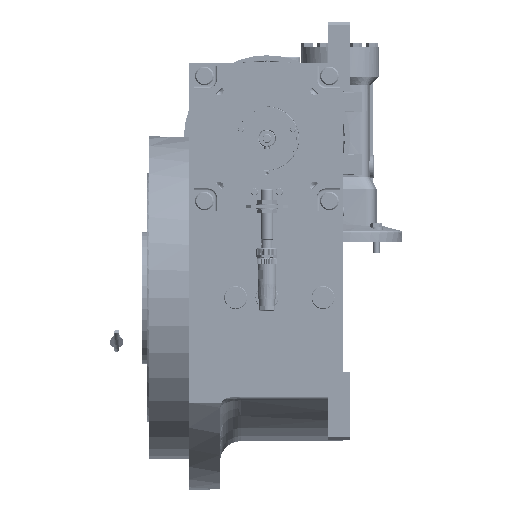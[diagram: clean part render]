
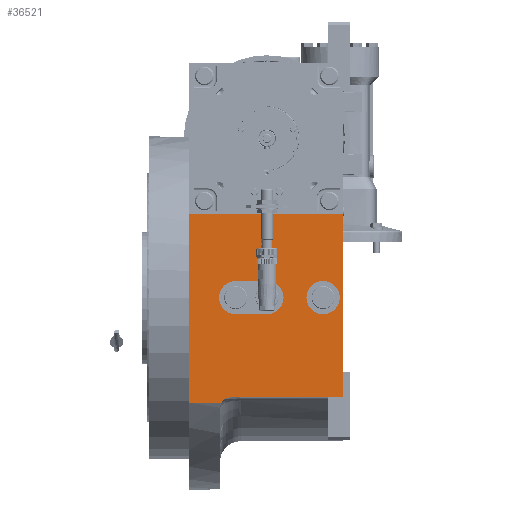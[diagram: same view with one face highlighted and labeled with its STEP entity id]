
A CAD part, left-side view. The second image highlights one B-rep face of the part: STEP entity #36521.
In plain terms, the highlighted planar face has unit normal (-1, 0, 0).
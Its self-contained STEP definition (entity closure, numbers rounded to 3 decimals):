
#466 = FACE_BOUND ( 'NONE', #127021, .T. ) ;
#3385 = CARTESIAN_POINT ( 'NONE',  ( -155., 35., -106. ) ) ;
#3997 = AXIS2_PLACEMENT_3D ( 'NONE', #80708, #137057, #164423 ) ;
#7280 = CIRCLE ( 'NONE', #35466, 2.1 ) ;
#7673 = CARTESIAN_POINT ( 'NONE',  ( -155., 30., -16. ) ) ;
#13565 = EDGE_CURVE ( 'NONE', #42763, #20756, #145770, .T. ) ;
#14679 = DIRECTION ( 'NONE',  ( 0., -1., 0. ) ) ;
#16288 = PLANE ( 'NONE',  #3997 ) ;
#16469 = DIRECTION ( 'NONE',  ( -1., 0., 0. ) ) ;
#17831 = ORIENTED_EDGE ( 'NONE', *, *, #83977, .F. ) ;
#19888 = VERTEX_POINT ( 'NONE', #98302 ) ;
#20756 = VERTEX_POINT ( 'NONE', #119611 ) ;
#25758 = VECTOR ( 'NONE', #43332, 1000. ) ;
#26678 = VERTEX_POINT ( 'NONE', #7673 ) ;
#27144 = DIRECTION ( 'NONE',  ( 1., 0., 0. ) ) ;
#27453 = VERTEX_POINT ( 'NONE', #123256 ) ;
#27759 = DIRECTION ( 'NONE',  ( 0., 1., 0. ) ) ;
#27875 = DIRECTION ( 'NONE',  ( 1., 0., 0. ) ) ;
#30354 = FACE_OUTER_BOUND ( 'NONE', #90925, .T. ) ;
#30371 = ORIENTED_EDGE ( 'NONE', *, *, #111759, .T. ) ;
#30906 = CIRCLE ( 'NONE', #118358, 10. ) ;
#31313 = VERTEX_POINT ( 'NONE', #158196 ) ;
#35005 = AXIS2_PLACEMENT_3D ( 'NONE', #137242, #16469, #82609 ) ;
#35466 = AXIS2_PLACEMENT_3D ( 'NONE', #81655, #27875, #14679 ) ;
#35609 = ORIENTED_EDGE ( 'NONE', *, *, #13565, .T. ) ;
#36521 = ADVANCED_FACE ( 'NONE', ( #136206, #163569, #466, #134481, #30354 ), #16288, .T. ) ;
#36535 = DIRECTION ( 'NONE',  ( 0., 1., 0. ) ) ;
#37881 = DIRECTION ( 'NONE',  ( 0., 1., 0. ) ) ;
#38655 = LINE ( 'NONE', #159480, #173677 ) ;
#38972 = CARTESIAN_POINT ( 'NONE',  ( -155., -2.1, 32. ) ) ;
#41661 = ORIENTED_EDGE ( 'NONE', *, *, #93271, .T. ) ;
#42763 = VERTEX_POINT ( 'NONE', #108405 ) ;
#43332 = DIRECTION ( 'NONE',  ( 0., 0., 1. ) ) ;
#44295 = VERTEX_POINT ( 'NONE', #72019 ) ;
#45645 = ORIENTED_EDGE ( 'NONE', *, *, #62707, .F. ) ;
#45700 = DIRECTION ( 'NONE',  ( 1., 0., 0. ) ) ;
#47872 = CIRCLE ( 'NONE', #169072, 16. ) ;
#48761 = VERTEX_POINT ( 'NONE', #80641 ) ;
#48831 = CARTESIAN_POINT ( 'NONE',  ( -155., -54., 0. ) ) ;
#49307 = ORIENTED_EDGE ( 'NONE', *, *, #60677, .F. ) ;
#49902 = CIRCLE ( 'NONE', #148449, 16. ) ;
#50672 = EDGE_CURVE ( 'NONE', #105400, #112745, #172402, .T. ) ;
#51110 = CARTESIAN_POINT ( 'NONE',  ( -155., -73., -96. ) ) ;
#52878 = DIRECTION ( 'NONE',  ( -1., 0., 0. ) ) ;
#53136 = ORIENTED_EDGE ( 'NONE', *, *, #159783, .F. ) ;
#60677 = EDGE_CURVE ( 'NONE', #44295, #48761, #102827, .T. ) ;
#61391 = LINE ( 'NONE', #99297, #138674 ) ;
#62707 = EDGE_CURVE ( 'NONE', #48761, #44295, #49902, .T. ) ;
#63331 = CARTESIAN_POINT ( 'NONE',  ( -155., -73., 80. ) ) ;
#63760 = ORIENTED_EDGE ( 'NONE', *, *, #102604, .F. ) ;
#65787 = DIRECTION ( 'NONE',  ( 1., 0., 0. ) ) ;
#71695 = EDGE_CURVE ( 'NONE', #26678, #106108, #61391, .T. ) ;
#72019 = CARTESIAN_POINT ( 'NONE',  ( -155., -38., 0. ) ) ;
#73486 = EDGE_CURVE ( 'NONE', #106108, #105400, #110971, .T. ) ;
#75485 = VERTEX_POINT ( 'NONE', #129926 ) ;
#75960 = AXIS2_PLACEMENT_3D ( 'NONE', #147930, #27144, #134702 ) ;
#75998 = EDGE_LOOP ( 'NONE', ( #35609, #168094 ) ) ;
#77316 = EDGE_LOOP ( 'NONE', ( #45645, #49307 ) ) ;
#80641 = CARTESIAN_POINT ( 'NONE',  ( -155., -70., 0. ) ) ;
#80708 = CARTESIAN_POINT ( 'NONE',  ( -155., -73., -100.995 ) ) ;
#81655 = CARTESIAN_POINT ( 'NONE',  ( -155., 0., 60. ) ) ;
#82609 = DIRECTION ( 'NONE',  ( 0., 0., -1. ) ) ;
#83557 = ORIENTED_EDGE ( 'NONE', *, *, #169401, .T. ) ;
#83977 = EDGE_CURVE ( 'NONE', #31313, #19888, #127891, .T. ) ;
#84726 = CARTESIAN_POINT ( 'NONE',  ( -155., 0., -16. ) ) ;
#85660 = EDGE_LOOP ( 'NONE', ( #149584, #168789, #100136, #53136 ) ) ;
#87244 = CIRCLE ( 'NONE', #75960, 2.1 ) ;
#87448 = LINE ( 'NONE', #158869, #93075 ) ;
#88472 = DIRECTION ( 'NONE',  ( 0., -1., 0. ) ) ;
#89909 = CARTESIAN_POINT ( 'NONE',  ( -155., -54., 0. ) ) ;
#90925 = EDGE_LOOP ( 'NONE', ( #41661, #111084, #17831, #100546, #30371, #63760 ) ) ;
#92242 = LINE ( 'NONE', #173419, #122558 ) ;
#93075 = VECTOR ( 'NONE', #172945, 1000. ) ;
#93271 = EDGE_CURVE ( 'NONE', #165215, #114891, #87448, .T. ) ;
#95848 = VERTEX_POINT ( 'NONE', #105432 ) ;
#96789 = DIRECTION ( 'NONE',  ( 0., 0.866, 0.5 ) ) ;
#98302 = CARTESIAN_POINT ( 'NONE',  ( -155., 75., 80. ) ) ;
#98923 = AXIS2_PLACEMENT_3D ( 'NONE', #172869, #132279, #105798 ) ;
#99297 = CARTESIAN_POINT ( 'NONE',  ( -155., 30., -16. ) ) ;
#100136 = ORIENTED_EDGE ( 'NONE', *, *, #71695, .F. ) ;
#100546 = ORIENTED_EDGE ( 'NONE', *, *, #110564, .F. ) ;
#100782 = DIRECTION ( 'NONE',  ( -1., 0., 0. ) ) ;
#102604 = EDGE_CURVE ( 'NONE', #165215, #95848, #113267, .T. ) ;
#102827 = CIRCLE ( 'NONE', #147950, 16. ) ;
#104787 = DIRECTION ( 'NONE',  ( 0., 0., 1. ) ) ;
#105400 = VERTEX_POINT ( 'NONE', #111789 ) ;
#105432 = CARTESIAN_POINT ( 'NONE',  ( -155., 35., -96. ) ) ;
#105798 = DIRECTION ( 'NONE',  ( 0., -1., 0. ) ) ;
#106108 = VERTEX_POINT ( 'NONE', #84726 ) ;
#108405 = CARTESIAN_POINT ( 'NONE',  ( -155., 2.1, 60. ) ) ;
#109107 = AXIS2_PLACEMENT_3D ( 'NONE', #149517, #65787, #119537 ) ;
#109791 = CARTESIAN_POINT ( 'NONE',  ( -155., 30., 0. ) ) ;
#110543 = CARTESIAN_POINT ( 'NONE',  ( -155., 0., 16. ) ) ;
#110564 = EDGE_CURVE ( 'NONE', #75485, #31313, #38655, .T. ) ;
#110971 = CIRCLE ( 'NONE', #35005, 16. ) ;
#111084 = ORIENTED_EDGE ( 'NONE', *, *, #136066, .T. ) ;
#111759 = EDGE_CURVE ( 'NONE', #75485, #95848, #30906, .T. ) ;
#111789 = CARTESIAN_POINT ( 'NONE',  ( -155., 0., 16. ) ) ;
#112745 = VERTEX_POINT ( 'NONE', #173012 ) ;
#113267 = LINE ( 'NONE', #144100, #160931 ) ;
#114891 = VERTEX_POINT ( 'NONE', #63331 ) ;
#117493 = VECTOR ( 'NONE', #27759, 1000. ) ;
#118358 = AXIS2_PLACEMENT_3D ( 'NONE', #3385, #45700, #96789 ) ;
#119537 = DIRECTION ( 'NONE',  ( 0., 1., 0. ) ) ;
#119611 = CARTESIAN_POINT ( 'NONE',  ( -155., -2.1, 60. ) ) ;
#122558 = VECTOR ( 'NONE', #174298, 1000. ) ;
#123256 = CARTESIAN_POINT ( 'NONE',  ( -155., 2.1, 32. ) ) ;
#127021 = EDGE_LOOP ( 'NONE', ( #83557, #137203 ) ) ;
#127516 = DIRECTION ( 'NONE',  ( 0., -1., 0. ) ) ;
#127891 = LINE ( 'NONE', #137655, #25758 ) ;
#129926 = CARTESIAN_POINT ( 'NONE',  ( -155., 43.657, -100.995 ) ) ;
#132279 = DIRECTION ( 'NONE',  ( 1., 0., 0. ) ) ;
#134481 = FACE_BOUND ( 'NONE', #75998, .T. ) ;
#134702 = DIRECTION ( 'NONE',  ( 0., 1., 0. ) ) ;
#136066 = EDGE_CURVE ( 'NONE', #114891, #19888, #92242, .T. ) ;
#136206 = FACE_BOUND ( 'NONE', #85660, .T. ) ;
#136247 = VERTEX_POINT ( 'NONE', #38972 ) ;
#137057 = DIRECTION ( 'NONE',  ( -1., 0., 0. ) ) ;
#137152 = DIRECTION ( 'NONE',  ( -1., 0., 0. ) ) ;
#137203 = ORIENTED_EDGE ( 'NONE', *, *, #138886, .T. ) ;
#137242 = CARTESIAN_POINT ( 'NONE',  ( -155., 0., 0. ) ) ;
#137655 = CARTESIAN_POINT ( 'NONE',  ( -155., 75., -100.995 ) ) ;
#138475 = CIRCLE ( 'NONE', #98923, 2.1 ) ;
#138674 = VECTOR ( 'NONE', #127516, 1000. ) ;
#138886 = EDGE_CURVE ( 'NONE', #136247, #27453, #138475, .T. ) ;
#144100 = CARTESIAN_POINT ( 'NONE',  ( -155., -73., -96. ) ) ;
#145770 = CIRCLE ( 'NONE', #109107, 2.1 ) ;
#146208 = DIRECTION ( 'NONE',  ( 0., 1., 0. ) ) ;
#147930 = CARTESIAN_POINT ( 'NONE',  ( -155., 0., 32. ) ) ;
#147950 = AXIS2_PLACEMENT_3D ( 'NONE', #89909, #52878, #37881 ) ;
#148449 = AXIS2_PLACEMENT_3D ( 'NONE', #48831, #100782, #88472 ) ;
#149517 = CARTESIAN_POINT ( 'NONE',  ( -155., 0., 60. ) ) ;
#149584 = ORIENTED_EDGE ( 'NONE', *, *, #50672, .F. ) ;
#158196 = CARTESIAN_POINT ( 'NONE',  ( -155., 75., -100.995 ) ) ;
#158869 = CARTESIAN_POINT ( 'NONE',  ( -155., -73., -96. ) ) ;
#159480 = CARTESIAN_POINT ( 'NONE',  ( -155., 43.657, -100.995 ) ) ;
#159783 = EDGE_CURVE ( 'NONE', #112745, #26678, #47872, .T. ) ;
#160931 = VECTOR ( 'NONE', #36535, 1000. ) ;
#163569 = FACE_BOUND ( 'NONE', #77316, .T. ) ;
#164423 = DIRECTION ( 'NONE',  ( 0., 0., 1. ) ) ;
#164579 = EDGE_CURVE ( 'NONE', #20756, #42763, #7280, .T. ) ;
#165215 = VERTEX_POINT ( 'NONE', #51110 ) ;
#168094 = ORIENTED_EDGE ( 'NONE', *, *, #164579, .T. ) ;
#168789 = ORIENTED_EDGE ( 'NONE', *, *, #73486, .F. ) ;
#169072 = AXIS2_PLACEMENT_3D ( 'NONE', #109791, #137152, #104787 ) ;
#169401 = EDGE_CURVE ( 'NONE', #27453, #136247, #87244, .T. ) ;
#172402 = LINE ( 'NONE', #110543, #117493 ) ;
#172869 = CARTESIAN_POINT ( 'NONE',  ( -155., 0., 32. ) ) ;
#172945 = DIRECTION ( 'NONE',  ( 0., 0., 1. ) ) ;
#173012 = CARTESIAN_POINT ( 'NONE',  ( -155., 30., 16. ) ) ;
#173419 = CARTESIAN_POINT ( 'NONE',  ( -155., -73., 80. ) ) ;
#173677 = VECTOR ( 'NONE', #146208, 1000. ) ;
#174298 = DIRECTION ( 'NONE',  ( 0., 1., 0. ) ) ;
